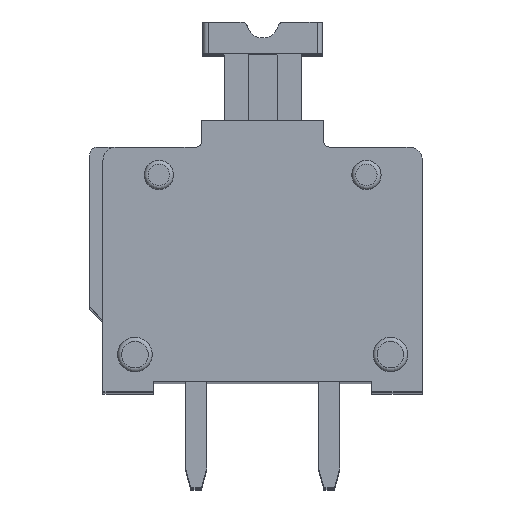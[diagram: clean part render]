
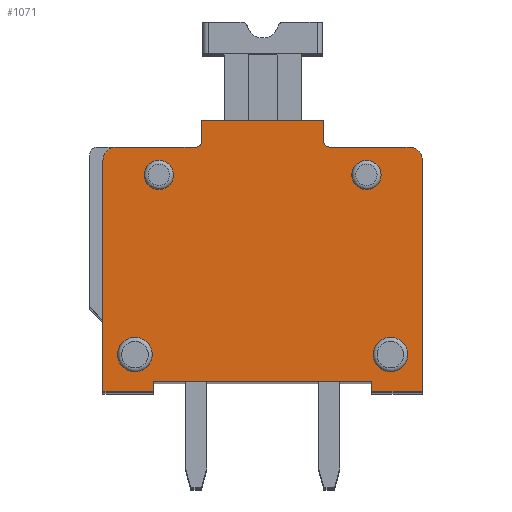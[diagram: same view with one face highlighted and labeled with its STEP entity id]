
A CAD part, top view. The second image highlights one B-rep face of the part: STEP entity #1071.
In plain terms, the highlighted planar face has unit normal (0, 0, 1).
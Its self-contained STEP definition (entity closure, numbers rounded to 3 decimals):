
#1071 = ADVANCED_FACE( '', ( #2937, #2938, #2939, #2940, #2941 ), #2942, .T. );
#2937 = FACE_OUTER_BOUND( '', #5703, .T. );
#2938 = FACE_BOUND( '', #5704, .T. );
#2939 = FACE_BOUND( '', #5705, .T. );
#2940 = FACE_BOUND( '', #5706, .T. );
#2941 = FACE_BOUND( '', #5707, .T. );
#2942 = PLANE( '', #5708 );
#5703 = EDGE_LOOP( '', ( #8729, #8730, #8731, #8732, #8733, #8734, #8735, #8736, #8737, #8738, #8739, #8740, #8741, #8742, #8743, #8744 ) );
#5704 = EDGE_LOOP( '', ( #8745 ) );
#5705 = EDGE_LOOP( '', ( #8746 ) );
#5706 = EDGE_LOOP( '', ( #8747 ) );
#5707 = EDGE_LOOP( '', ( #8748 ) );
#5708 = AXIS2_PLACEMENT_3D( '', #8749, #8750, #8751 );
#8729 = ORIENTED_EDGE( '', *, *, #16784, .T. );
#8730 = ORIENTED_EDGE( '', *, *, #16785, .T. );
#8731 = ORIENTED_EDGE( '', *, *, #16734, .F. );
#8732 = ORIENTED_EDGE( '', *, *, #16786, .F. );
#8733 = ORIENTED_EDGE( '', *, *, #16787, .F. );
#8734 = ORIENTED_EDGE( '', *, *, #16788, .T. );
#8735 = ORIENTED_EDGE( '', *, *, #16789, .F. );
#8736 = ORIENTED_EDGE( '', *, *, #16790, .F. );
#8737 = ORIENTED_EDGE( '', *, *, #16791, .T. );
#8738 = ORIENTED_EDGE( '', *, *, #16792, .T. );
#8739 = ORIENTED_EDGE( '', *, *, #16695, .T. );
#8740 = ORIENTED_EDGE( '', *, *, #16793, .T. );
#8741 = ORIENTED_EDGE( '', *, *, #16794, .T. );
#8742 = ORIENTED_EDGE( '', *, *, #16795, .F. );
#8743 = ORIENTED_EDGE( '', *, *, #16796, .T. );
#8744 = ORIENTED_EDGE( '', *, *, #16797, .F. );
#8745 = ORIENTED_EDGE( '', *, *, #16798, .F. );
#8746 = ORIENTED_EDGE( '', *, *, #16799, .F. );
#8747 = ORIENTED_EDGE( '', *, *, #16800, .F. );
#8748 = ORIENTED_EDGE( '', *, *, #16801, .F. );
#8749 = CARTESIAN_POINT( '', ( 5.954, 7.756, 3.54 ) );
#8750 = DIRECTION( '', ( 0., 0., 1. ) );
#8751 = DIRECTION( '', ( 1., 0., 0. ) );
#16695 = EDGE_CURVE( '', #20062, #20060, #20063, .T. );
#16734 = EDGE_CURVE( '', #20131, #20133, #20134, .T. );
#16784 = EDGE_CURVE( '', #20218, #20219, #20220, .T. );
#16785 = EDGE_CURVE( '', #20219, #20133, #20221, .T. );
#16786 = EDGE_CURVE( '', #20222, #20131, #20223, .T. );
#16787 = EDGE_CURVE( '', #20224, #20222, #20225, .T. );
#16788 = EDGE_CURVE( '', #20224, #20226, #20227, .T. );
#16789 = EDGE_CURVE( '', #20228, #20226, #20229, .T. );
#16790 = EDGE_CURVE( '', #20230, #20228, #20231, .T. );
#16791 = EDGE_CURVE( '', #20230, #20232, #20233, .T. );
#16792 = EDGE_CURVE( '', #20232, #20062, #20234, .T. );
#16793 = EDGE_CURVE( '', #20060, #20235, #20236, .T. );
#16794 = EDGE_CURVE( '', #20235, #20237, #20238, .T. );
#16795 = EDGE_CURVE( '', #20239, #20237, #20240, .T. );
#16796 = EDGE_CURVE( '', #20239, #20241, #20242, .T. );
#16797 = EDGE_CURVE( '', #20218, #20241, #20243, .T. );
#16798 = EDGE_CURVE( '', #20244, #20244, #20245, .T. );
#16799 = EDGE_CURVE( '', #20246, #20246, #20247, .T. );
#16800 = EDGE_CURVE( '', #20248, #20248, #20249, .T. );
#16801 = EDGE_CURVE( '', #20250, #20250, #20251, .T. );
#20060 = VERTEX_POINT( '', #24988 );
#20062 = VERTEX_POINT( '', #24991 );
#20063 = LINE( '', #24992, #24993 );
#20131 = VERTEX_POINT( '', #25086 );
#20133 = VERTEX_POINT( '', #25089 );
#20134 = LINE( '', #25090, #25091 );
#20218 = VERTEX_POINT( '', #25210 );
#20219 = VERTEX_POINT( '', #25211 );
#20220 = LINE( '', #25212, #25213 );
#20221 = LINE( '', #25214, #25215 );
#20222 = VERTEX_POINT( '', #25216 );
#20223 = LINE( '', #25217, #25218 );
#20224 = VERTEX_POINT( '', #25219 );
#20225 = LINE( '', #25220, #25221 );
#20226 = VERTEX_POINT( '', #25222 );
#20227 = LINE( '', #25223, #25224 );
#20228 = VERTEX_POINT( '', #25225 );
#20229 = LINE( '', #25226, #25227 );
#20230 = VERTEX_POINT( '', #25228 );
#20231 = CIRCLE( '', #25229, 0.5 );
#20232 = VERTEX_POINT( '', #25230 );
#20233 = LINE( '', #25231, #25232 );
#20234 = CIRCLE( '', #25233, 0.2 );
#20235 = VERTEX_POINT( '', #25234 );
#20236 = LINE( '', #25235, #25236 );
#20237 = VERTEX_POINT( '', #25237 );
#20238 = LINE( '', #25238, #25239 );
#20239 = VERTEX_POINT( '', #25240 );
#20240 = CIRCLE( '', #25241, 0.2 );
#20241 = VERTEX_POINT( '', #25242 );
#20242 = LINE( '', #25243, #25244 );
#20243 = CIRCLE( '', #25245, 0.5 );
#20244 = VERTEX_POINT( '', #25246 );
#20245 = CIRCLE( '', #25247, 0.65 );
#20246 = VERTEX_POINT( '', #25248 );
#20247 = CIRCLE( '', #25249, 0.55 );
#20248 = VERTEX_POINT( '', #25250 );
#20249 = CIRCLE( '', #25251, 0.65 );
#20250 = VERTEX_POINT( '', #25252 );
#20251 = CIRCLE( '', #25253, 0.55 );
#24988 = CARTESIAN_POINT( '', ( 8.3, 10.2, 3.54 ) );
#24991 = CARTESIAN_POINT( '', ( 8.3, 9.4, 3.54 ) );
#24992 = CARTESIAN_POINT( '', ( 8.3, 7.285, 3.54 ) );
#24993 = VECTOR( '', #31902, 1000. );
#25086 = CARTESIAN_POINT( '', ( 1.9, 0.4, 3.54 ) );
#25089 = CARTESIAN_POINT( '', ( 1.9, 0., 3.54 ) );
#25090 = CARTESIAN_POINT( '', ( 1.9, 7.285, 3.54 ) );
#25091 = VECTOR( '', #31944, 1000. );
#25210 = CARTESIAN_POINT( '', ( 0., 8.7, 3.54 ) );
#25211 = CARTESIAN_POINT( '', ( 0., 0., 3.54 ) );
#25212 = CARTESIAN_POINT( '', ( 0., 7.285, 3.54 ) );
#25213 = VECTOR( '', #31989, 1000. );
#25214 = CARTESIAN_POINT( '', ( 7.771, 0., 3.54 ) );
#25215 = VECTOR( '', #31990, 1000. );
#25216 = CARTESIAN_POINT( '', ( 10.1, 0.4, 3.54 ) );
#25217 = CARTESIAN_POINT( '', ( 7.771, 0.4, 3.54 ) );
#25218 = VECTOR( '', #31991, 1000. );
#25219 = CARTESIAN_POINT( '', ( 10.1, 0., 3.54 ) );
#25220 = CARTESIAN_POINT( '', ( 10.1, 7.285, 3.54 ) );
#25221 = VECTOR( '', #31992, 1000. );
#25222 = CARTESIAN_POINT( '', ( 12., 0., 3.54 ) );
#25223 = CARTESIAN_POINT( '', ( 7.771, 0., 3.54 ) );
#25224 = VECTOR( '', #31993, 1000. );
#25225 = CARTESIAN_POINT( '', ( 12., 8.7, 3.54 ) );
#25226 = CARTESIAN_POINT( '', ( 12., 7.285, 3.54 ) );
#25227 = VECTOR( '', #31994, 1000. );
#25228 = CARTESIAN_POINT( '', ( 11.5, 9.2, 3.54 ) );
#25229 = AXIS2_PLACEMENT_3D( '', #31995, #31996, #31997 );
#25230 = CARTESIAN_POINT( '', ( 8.5, 9.2, 3.54 ) );
#25231 = CARTESIAN_POINT( '', ( 7.771, 9.2, 3.54 ) );
#25232 = VECTOR( '', #31998, 1000. );
#25233 = AXIS2_PLACEMENT_3D( '', #31999, #32000, #32001 );
#25234 = CARTESIAN_POINT( '', ( 3.7, 10.2, 3.54 ) );
#25235 = CARTESIAN_POINT( '', ( 7.771, 10.2, 3.54 ) );
#25236 = VECTOR( '', #32002, 1000. );
#25237 = CARTESIAN_POINT( '', ( 3.7, 9.4, 3.54 ) );
#25238 = CARTESIAN_POINT( '', ( 3.7, 7.285, 3.54 ) );
#25239 = VECTOR( '', #32003, 1000. );
#25240 = CARTESIAN_POINT( '', ( 3.5, 9.2, 3.54 ) );
#25241 = AXIS2_PLACEMENT_3D( '', #32004, #32005, #32006 );
#25242 = CARTESIAN_POINT( '', ( 0.5, 9.2, 3.54 ) );
#25243 = CARTESIAN_POINT( '', ( 7.771, 9.2, 3.54 ) );
#25244 = VECTOR( '', #32007, 1000. );
#25245 = AXIS2_PLACEMENT_3D( '', #32008, #32009, #32010 );
#25246 = CARTESIAN_POINT( '', ( 11.45, 1.4, 3.54 ) );
#25247 = AXIS2_PLACEMENT_3D( '', #32011, #32012, #32013 );
#25248 = CARTESIAN_POINT( '', ( 10.45, 8.15, 3.54 ) );
#25249 = AXIS2_PLACEMENT_3D( '', #32014, #32015, #32016 );
#25250 = CARTESIAN_POINT( '', ( 1.85, 1.4, 3.54 ) );
#25251 = AXIS2_PLACEMENT_3D( '', #32017, #32018, #32019 );
#25252 = CARTESIAN_POINT( '', ( 2.65, 8.15, 3.54 ) );
#25253 = AXIS2_PLACEMENT_3D( '', #32020, #32021, #32022 );
#31902 = DIRECTION( '', ( 0., 1., 0. ) );
#31944 = DIRECTION( '', ( 0., -1., 0. ) );
#31989 = DIRECTION( '', ( 0., -1., 0. ) );
#31990 = DIRECTION( '', ( 1., 0., 0. ) );
#31991 = DIRECTION( '', ( -1., 0., 0. ) );
#31992 = DIRECTION( '', ( 0., 1., 0. ) );
#31993 = DIRECTION( '', ( 1., 0., 0. ) );
#31994 = DIRECTION( '', ( 0., -1., 0. ) );
#31995 = CARTESIAN_POINT( '', ( 11.5, 8.7, 3.54 ) );
#31996 = DIRECTION( '', ( 0., 0., -1. ) );
#31997 = DIRECTION( '', ( -1., 0., 0. ) );
#31998 = DIRECTION( '', ( -1., 0., 0. ) );
#31999 = CARTESIAN_POINT( '', ( 8.5, 9.4, 3.54 ) );
#32000 = DIRECTION( '', ( 0., 0., -1. ) );
#32001 = DIRECTION( '', ( -1., 0., 0. ) );
#32002 = DIRECTION( '', ( -1., 0., 0. ) );
#32003 = DIRECTION( '', ( 0., -1., 0. ) );
#32004 = CARTESIAN_POINT( '', ( 3.5, 9.4, 3.54 ) );
#32005 = DIRECTION( '', ( 0., 0., 1. ) );
#32006 = DIRECTION( '', ( 1., 0., 0. ) );
#32007 = DIRECTION( '', ( -1., 0., 0. ) );
#32008 = CARTESIAN_POINT( '', ( 0.5, 8.7, 3.54 ) );
#32009 = DIRECTION( '', ( 0., 0., -1. ) );
#32010 = DIRECTION( '', ( -1., 0., 0. ) );
#32011 = CARTESIAN_POINT( '', ( 10.8, 1.4, 3.54 ) );
#32012 = DIRECTION( '', ( 0., 0., 1. ) );
#32013 = DIRECTION( '', ( 1., 0., 0. ) );
#32014 = CARTESIAN_POINT( '', ( 9.9, 8.15, 3.54 ) );
#32015 = DIRECTION( '', ( 0., 0., 1. ) );
#32016 = DIRECTION( '', ( 1., 0., 0. ) );
#32017 = CARTESIAN_POINT( '', ( 1.2, 1.4, 3.54 ) );
#32018 = DIRECTION( '', ( 0., 0., 1. ) );
#32019 = DIRECTION( '', ( 1., 0., 0. ) );
#32020 = CARTESIAN_POINT( '', ( 2.1, 8.15, 3.54 ) );
#32021 = DIRECTION( '', ( 0., 0., 1. ) );
#32022 = DIRECTION( '', ( 1., 0., 0. ) );
